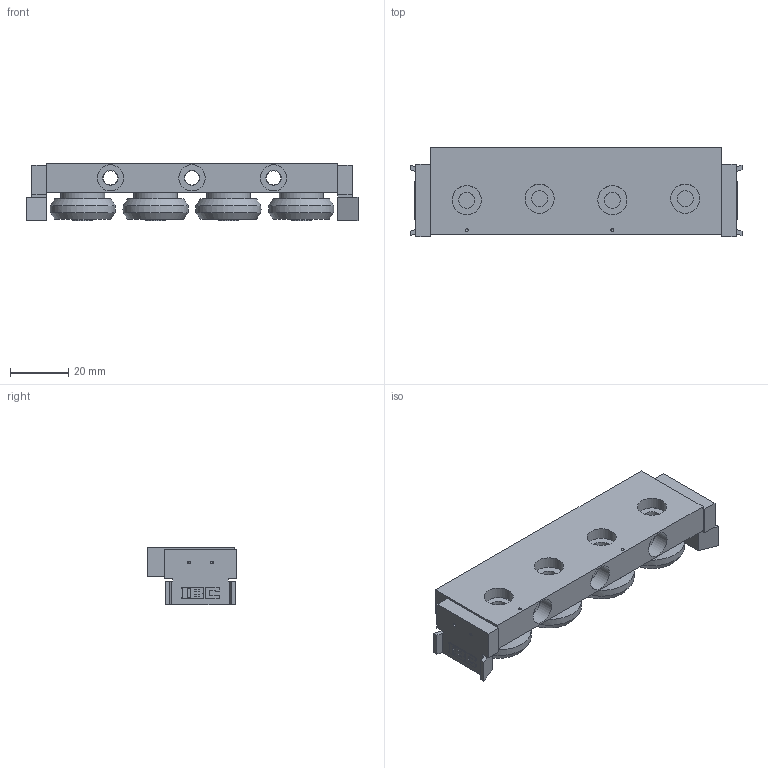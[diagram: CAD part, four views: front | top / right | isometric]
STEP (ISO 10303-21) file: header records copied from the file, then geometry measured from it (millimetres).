
FILE_DESCRIPTION((''),'2;1');
FILE_NAME('D-CR 28H-22-2RS.AU.stp','2017-09-25T11:40:39',('USpaeth'),(''),'Autodesk Inventor 2012','Autodesk Inventor 2012','');
FILE_SCHEMA(('AUTOMOTIVE_DESIGN { 1 0 10303 214 1 1 1 1 }'));
Length unit declared in the file: millimetre
Products named in the file (4): D-CR 28H-22-2RS.AU; LL.CR 28H-22-A-B; Dummy 23-28H ; D-ABS U28H
Assembly tree (7 placements, depth 2):
  D-CR 28H-22-2RS.AU
    LL.CR 28H-22-A-B
    Dummy 23-28H   x4
    D-ABS U28H  x2
Bounding box: 114 x 30.8 x 19.7 mm (x, y, z)
Volume: 41748 mm3; surface area: 19717.9 mm2
Topology: 7 solids, 7 shells, 253 faces, 606 edges, 399 vertices
Faces by surface type: plane 157, cylinder 73, cone 19, bspline 4
Full cylindrical faces by diameter (mm): 1 x8, 3.242 x4, 4.917 x3, 5.2 x3, 5.5 x4, 7 x4, 9 x3, 10 x12, 15 x4
Entity records: 4051 total; most frequent: CARTESIAN_POINT 692, DIRECTION 692, ORIENTED_EDGE 574, EDGE_CURVE 287, AXIS2_PLACEMENT_3D 254, EDGE_LOOP 229, VERTEX_POINT 214, VECTOR 184
